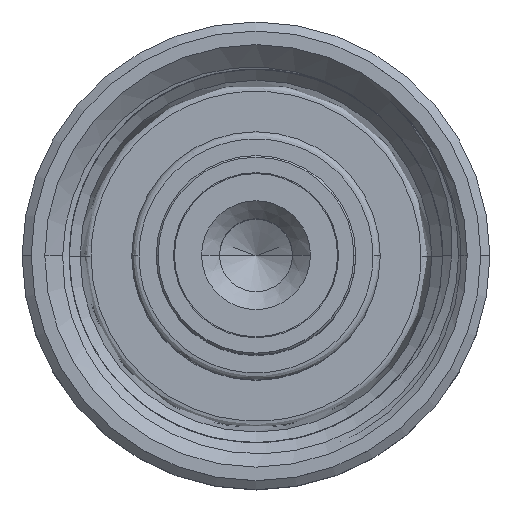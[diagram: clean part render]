
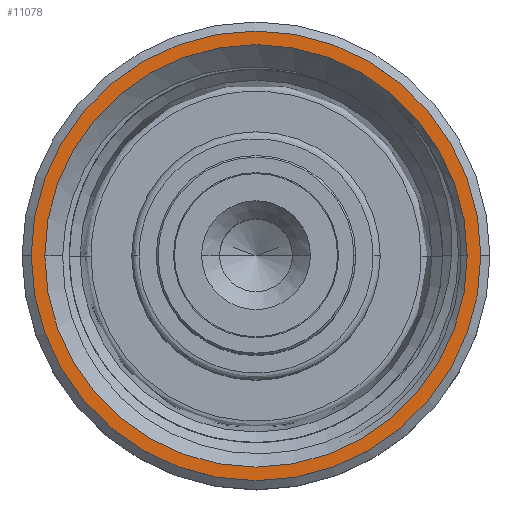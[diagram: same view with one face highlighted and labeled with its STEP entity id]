
A CAD part, top view. The second image highlights one B-rep face of the part: STEP entity #11078.
In plain terms, the highlighted planar face has unit normal (0, 0, 1).
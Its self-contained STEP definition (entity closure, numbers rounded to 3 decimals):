
#560 = ORIENTED_EDGE ( 'NONE', *, *, #9889, .T. ) ;
#672 = CARTESIAN_POINT ( 'NONE',  ( 0., 0., 6.15 ) ) ;
#1027 = CIRCLE ( 'NONE', #17134, 6.2 ) ;
#1362 = DIRECTION ( 'NONE',  ( -1., 0., 0. ) ) ;
#1515 = AXIS2_PLACEMENT_3D ( 'NONE', #14150, #13962, #1362 ) ;
#1521 = EDGE_LOOP ( 'NONE', ( #560, #7318 ) ) ;
#2006 = EDGE_CURVE ( 'NONE', #4199, #5640, #2967, .T. ) ;
#2162 = DIRECTION ( 'NONE',  ( 1., 0., 0. ) ) ;
#2370 = AXIS2_PLACEMENT_3D ( 'NONE', #672, #7772, #2162 ) ;
#2711 = EDGE_LOOP ( 'NONE', ( #5202, #9977 ) ) ;
#2967 = CIRCLE ( 'NONE', #2370, 5.825 ) ;
#4199 = VERTEX_POINT ( 'NONE', #8707 ) ;
#5014 = EDGE_CURVE ( 'NONE', #12070, #16660, #17013, .T. ) ;
#5202 = ORIENTED_EDGE ( 'NONE', *, *, #9610, .F. ) ;
#5341 = CARTESIAN_POINT ( 'NONE',  ( 6.2, 0., 6.15 ) ) ;
#5640 = VERTEX_POINT ( 'NONE', #5834 ) ;
#5811 = CARTESIAN_POINT ( 'NONE',  ( 0., 6.2, 6.15 ) ) ;
#5834 = CARTESIAN_POINT ( 'NONE',  ( 5.825, 0., 6.15 ) ) ;
#6723 = CARTESIAN_POINT ( 'NONE',  ( -6.2, 0., 6.15 ) ) ;
#6930 = DIRECTION ( 'NONE',  ( 0., 0., -1. ) ) ;
#6971 = AXIS2_PLACEMENT_3D ( 'NONE', #16884, #8397, #14078 ) ;
#7297 = FACE_OUTER_BOUND ( 'NONE', #2711, .T. ) ;
#7318 = ORIENTED_EDGE ( 'NONE', *, *, #2006, .T. ) ;
#7772 = DIRECTION ( 'NONE',  ( 0., 0., -1. ) ) ;
#8324 = CARTESIAN_POINT ( 'NONE',  ( 0., 0., 6.15 ) ) ;
#8397 = DIRECTION ( 'NONE',  ( 0., 0., -1. ) ) ;
#8707 = CARTESIAN_POINT ( 'NONE',  ( -5.825, 0., 6.15 ) ) ;
#9610 = EDGE_CURVE ( 'NONE', #16660, #12070, #1027, .T. ) ;
#9889 = EDGE_CURVE ( 'NONE', #5640, #4199, #14725, .T. ) ;
#9977 = ORIENTED_EDGE ( 'NONE', *, *, #5014, .F. ) ;
#11078 = ADVANCED_FACE ( 'NONE', ( #7297, #11487 ), #14388, .T. ) ;
#11487 = FACE_BOUND ( 'NONE', #1521, .T. ) ;
#12070 = VERTEX_POINT ( 'NONE', #5341 ) ;
#13962 = DIRECTION ( 'NONE',  ( 0., 0., -1. ) ) ;
#14078 = DIRECTION ( 'NONE',  ( 1., 0., 0. ) ) ;
#14106 = DIRECTION ( 'NONE',  ( -1., 0., 0. ) ) ;
#14150 = CARTESIAN_POINT ( 'NONE',  ( 0., 0., 6.15 ) ) ;
#14388 = PLANE ( 'NONE',  #17833 ) ;
#14725 = CIRCLE ( 'NONE', #6971, 5.825 ) ;
#14731 = DIRECTION ( 'NONE',  ( 0., 0., 1. ) ) ;
#14915 = DIRECTION ( 'NONE',  ( 1., 0., 0. ) ) ;
#16660 = VERTEX_POINT ( 'NONE', #6723 ) ;
#16884 = CARTESIAN_POINT ( 'NONE',  ( 0., 0., 6.15 ) ) ;
#17013 = CIRCLE ( 'NONE', #1515, 6.2 ) ;
#17134 = AXIS2_PLACEMENT_3D ( 'NONE', #8324, #6930, #14106 ) ;
#17833 = AXIS2_PLACEMENT_3D ( 'NONE', #5811, #14731, #14915 ) ;
